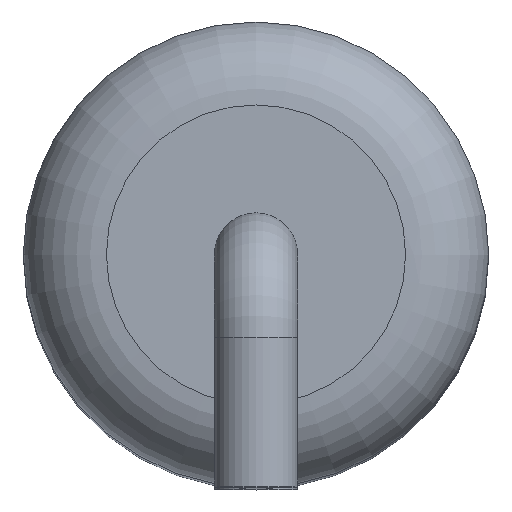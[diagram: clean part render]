
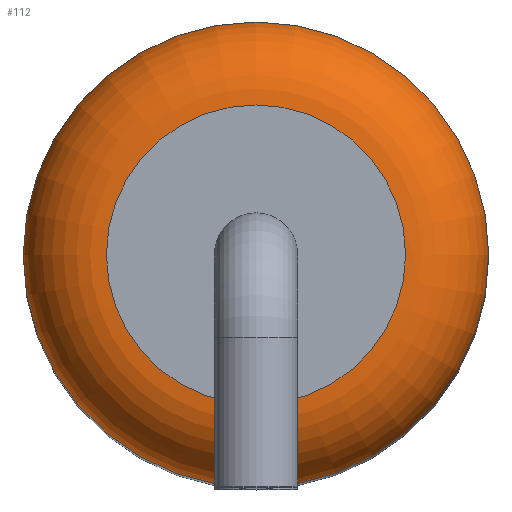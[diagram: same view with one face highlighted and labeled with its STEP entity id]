
A CAD part, top view. The second image highlights one B-rep face of the part: STEP entity #112.
In plain terms, the highlighted toroidal (fillet/blend) face has major radius 1.8 mm and minor radius 1 mm.
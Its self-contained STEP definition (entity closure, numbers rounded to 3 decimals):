
#112=ADVANCED_FACE('',(#229,#231),#233,.T.);
#229=FACE_OUTER_BOUND('',#230,.T.);
#230=EDGE_LOOP('',(#300));
#231=FACE_OUTER_BOUND('',#232,.T.);
#232=EDGE_LOOP('',(#301));
#233=TOROIDAL_SURFACE('',#234,1.8,1.);
#234=AXIS2_PLACEMENT_3D('',#235,#236,#237);
#235=CARTESIAN_POINT('',(0.,2.8,6.55));
#236=DIRECTION('',(0.,0.,1.));
#237=DIRECTION('',(1.,0.,0.));
#300=ORIENTED_EDGE('',*,*,#317,.T.);
#301=ORIENTED_EDGE('',*,*,#319,.F.);
#317=EDGE_CURVE('',#334,#334,#335,.T.);
#319=EDGE_CURVE('',#338,#338,#339,.T.);
#334=VERTEX_POINT('',#373);
#335=CIRCLE('',#374,2.8);
#338=VERTEX_POINT('',#383);
#339=CIRCLE('',#384,1.8);
#373=CARTESIAN_POINT('',(2.8,2.8,6.55));
#374=AXIS2_PLACEMENT_3D('',#375,#376,#377);
#375=CARTESIAN_POINT('',(0.,2.8,6.55));
#376=DIRECTION('',(0.,0.,1.));
#377=DIRECTION('',(1.,0.,0.));
#383=CARTESIAN_POINT('',(1.8,2.8,7.55));
#384=AXIS2_PLACEMENT_3D('',#385,#386,#387);
#385=CARTESIAN_POINT('',(0.,2.8,7.55));
#386=DIRECTION('',(0.,0.,1.));
#387=DIRECTION('',(1.,0.,0.));
